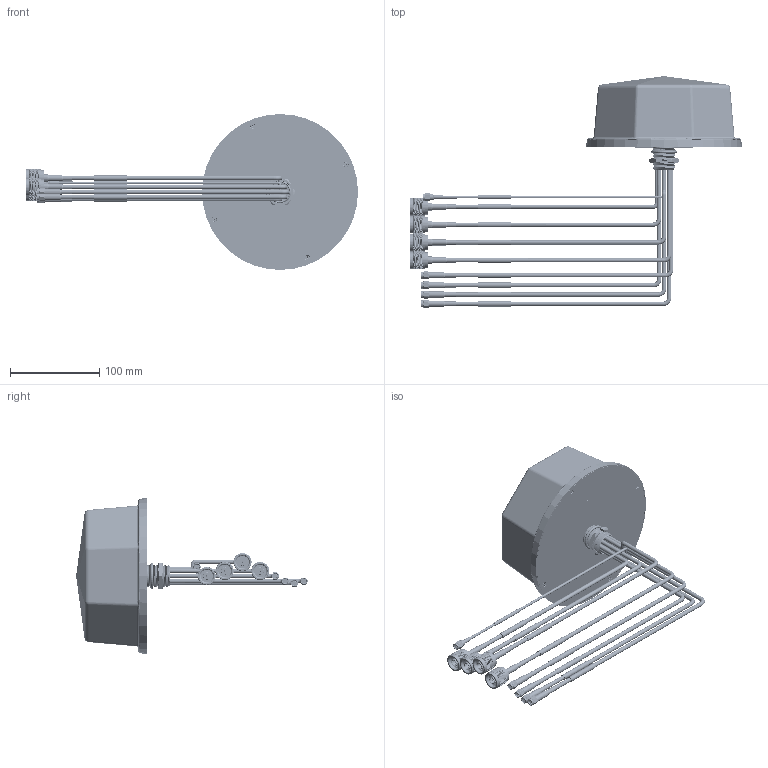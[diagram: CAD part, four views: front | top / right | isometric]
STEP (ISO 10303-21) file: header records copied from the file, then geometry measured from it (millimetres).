
FILE_DESCRIPTION (( 'STEP AP214' ), '1' );
FILE_NAME ('FMANOM1116_3D.step', '2023-08-04T22:18:32', ( '' ), ( '' ), 'SwSTEP 2.0', 'SolidWorks 2022', '' );
FILE_SCHEMA (( 'AUTOMOTIVE_DESIGN' ));
Length unit declared in the file: inch
Products named in the file (11): O-29X3^FMANOM1116; PE4769_WI-FI^FMANOM1116; FMANOM1116_3D; LUOMU_M25^FMANOM1116; DIANLAN-451^FMANOM1116; PE4329_cellular HS^FMANOM1116_CRIMPED; CB441YD_01^FMANOM1116; PE4003 ¦ SC7059_GPS^FMANOM1116_heat shrink; CB451YD_01^FMANOM1116; KA3X10^FMANOM1116; CB451YD_02^FMANOM1116
Assembly tree (19 placements, depth 2):
  FMANOM1116_3D
    CB441YD_01^FMANOM1116
    CB451YD_01^FMANOM1116
    CB451YD_02^FMANOM1116
    KA3X10^FMANOM1116  x4
    DIANLAN-451^FMANOM1116
    O-29X3^FMANOM1116
    LUOMU_M25^FMANOM1116
    PE4003 ¦ SC7059_GPS^FMANOM1116_heat shrink
    PE4329_cellular HS^FMANOM1116_CRIMPED  x4
    PE4769_WI-FI^FMANOM1116  x4
Bounding box: 372.68 x 260.18 x 175 mm (x, y, z)
Volume: 258673.8 mm3; surface area: 249146.3 mm2
Topology: 31 solids, 36 shells, 11052 faces, 24120 edges, 13235 vertices
Faces by surface type: bspline 7315, cylinder 2766, plane 446, cone 330, torus 187, sphere 8
Entity records: 132236 total; most frequent: CARTESIAN_POINT 80535, ORIENTED_EDGE 14270, EDGE_CURVE 7135, DIRECTION 5627, VERTEX_POINT 3983, EDGE_LOOP 3318, ADVANCED_FACE 3246, FACE_OUTER_BOUND 3246
